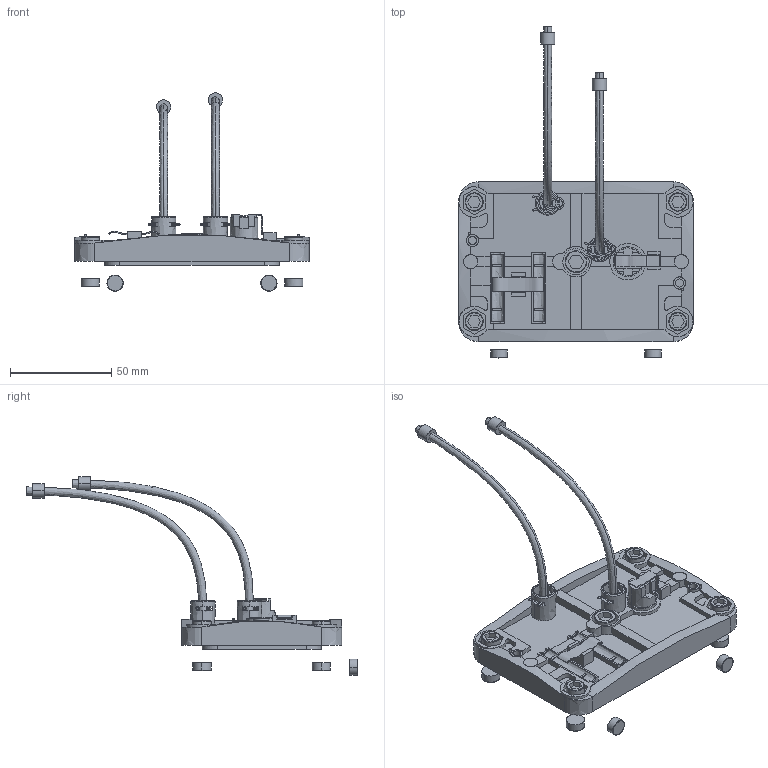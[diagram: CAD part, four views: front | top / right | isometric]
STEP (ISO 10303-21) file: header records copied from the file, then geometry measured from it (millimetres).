
FILE_DESCRIPTION(/* description */ (''),/* implementation_level */ '2;1');
FILE_NAME(/* name */ 'WATERH~1',/* time_stamp */ '2015-07-30T01:35:44+08:00',/* author */ (''),/* organization */ (''),/* preprocessor_version */ 'ST-DEVELOPER v15',/* originating_system */ '',/* authorisation */ '');
FILE_SCHEMA (('CONFIG_CONTROL_DESIGN'));
Length unit declared in the file: millimetre
Products named in the file (1): Document
Bounding box: 116 x 163.8 x 97.99 mm (x, y, z)
Volume: 101193 mm3; surface area: 50652.3 mm2
Topology: 25 solids, 25 shells, 470 faces, 1150 edges, 748 vertices
Faces by surface type: plane 305, bspline 165
Entity records: 19188 total; most frequent: CARTESIAN_POINT 11714, ORIENTED_EDGE 2300, EDGE_CURVE 1150, VERTEX_POINT 748, B_SPLINE_CURVE_WITH_KNOTS 718, EDGE_LOOP 510, ADVANCED_FACE 470, FACE_OUTER_BOUND 470
